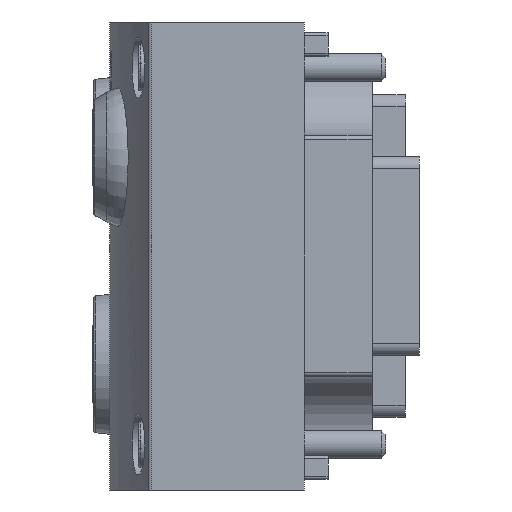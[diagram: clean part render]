
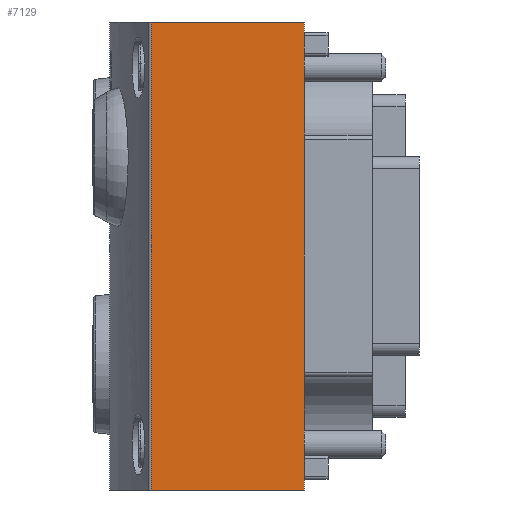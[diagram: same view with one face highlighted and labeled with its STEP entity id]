
A CAD part, left-side view. The second image highlights one B-rep face of the part: STEP entity #7129.
In plain terms, the highlighted planar face has unit normal (-1, 0, 0).
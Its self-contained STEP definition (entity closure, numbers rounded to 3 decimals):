
#71=PLANE('',#7677);
#917=ORIENTED_EDGE('',*,*,#2986,.T.);
#918=ORIENTED_EDGE('',*,*,#2987,.F.);
#919=ORIENTED_EDGE('',*,*,#2988,.F.);
#920=ORIENTED_EDGE('',*,*,#2984,.T.);
#2984=EDGE_CURVE('',#4018,#4017,#4639,.T.);
#2986=EDGE_CURVE('',#4017,#4019,#4640,.T.);
#2987=EDGE_CURVE('',#4020,#4019,#4641,.T.);
#2988=EDGE_CURVE('',#4018,#4020,#4642,.T.);
#4017=VERTEX_POINT('',#11113);
#4018=VERTEX_POINT('',#11115);
#4019=VERTEX_POINT('',#11119);
#4020=VERTEX_POINT('',#11121);
#4639=LINE('',#11114,#5318);
#4640=LINE('',#11118,#5319);
#4641=LINE('',#11120,#5320);
#4642=LINE('',#11122,#5321);
#5318=VECTOR('',#8652,1000.);
#5319=VECTOR('',#8657,1000.);
#5320=VECTOR('',#8658,1000.);
#5321=VECTOR('',#8659,1000.);
#5943=EDGE_LOOP('',(#917,#918,#919,#920));
#6478=FACE_BOUND('',#5943,.T.);
#7129=ADVANCED_FACE('',(#6478),#71,.F.);
#7677=AXIS2_PLACEMENT_3D('',#11117,#8655,#8656);
#8652=DIRECTION('',(0.,0.,-1.));
#8655=DIRECTION('',(1.,0.,0.));
#8656=DIRECTION('',(0.,0.,-1.));
#8657=DIRECTION('',(0.,-1.,0.));
#8658=DIRECTION('',(0.,0.,-1.));
#8659=DIRECTION('',(0.,-1.,0.));
#11113=CARTESIAN_POINT('',(-53.65,16.298,-24.85));
#11114=CARTESIAN_POINT('',(-53.65,16.298,24.85));
#11115=CARTESIAN_POINT('',(-53.65,16.298,24.85));
#11117=CARTESIAN_POINT('',(-53.65,16.298,24.85));
#11118=CARTESIAN_POINT('',(-53.65,16.298,-24.85));
#11119=CARTESIAN_POINT('',(-53.65,0.,-24.85));
#11120=CARTESIAN_POINT('',(-53.65,0.,24.85));
#11121=CARTESIAN_POINT('',(-53.65,0.,24.85));
#11122=CARTESIAN_POINT('',(-53.65,16.298,24.85));
